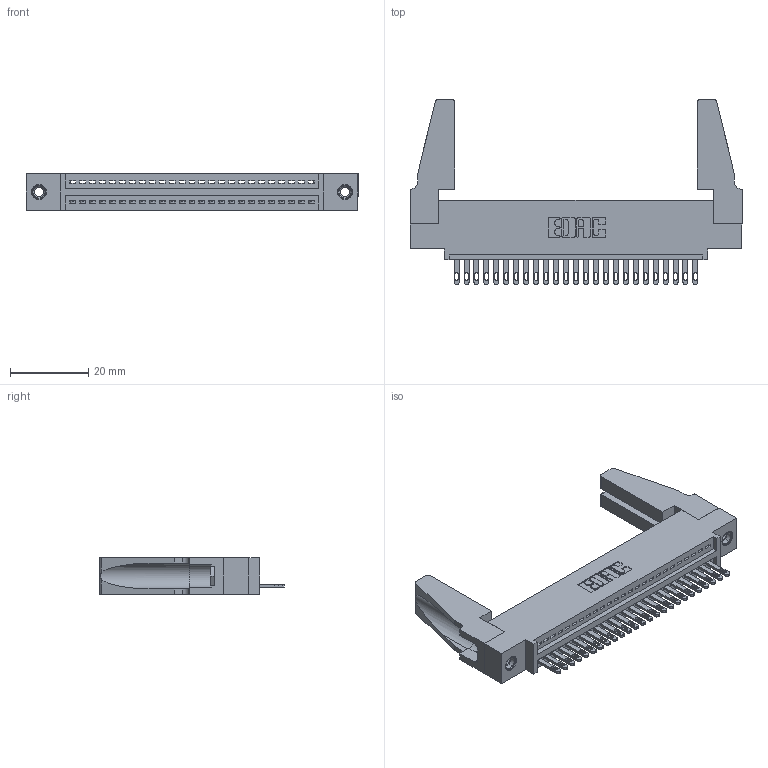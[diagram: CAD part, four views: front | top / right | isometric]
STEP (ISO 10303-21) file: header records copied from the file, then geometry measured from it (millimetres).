
FILE_DESCRIPTION (( 'STEP AP203' ), '1' );
FILE_NAME ('345-025-500-488.STEP', '2019-10-05T05:47:32', ( '' ), ( '' ), 'SwSTEP 2.0', 'SolidWorks 2016', '' );
FILE_SCHEMA (( 'CONFIG_CONTROL_DESIGN' ));
Length unit declared in the file: inch
Products named in the file (5): 345 Part_0.110 Offset - 0.156 Dia-TH; 345-025-500-488; 345-220-078_345-220-088; 345-292-001_345-293-100; 345-250-001_345-250-001-102
Assembly tree (30 placements, depth 2):
  345-025-500-488
    345 Part_0.110 Offset - 0.156 Dia-TH
    345-292-001_345-293-100  x25
    345-250-001_345-250-001-102  x2
    345-220-078_345-220-088  x2
Bounding box: 84.73 x 47.17 x 9.4 mm (x, y, z)
Volume: 11103.5 mm3; surface area: 13469.5 mm2
Topology: 30 solids, 30 shells, 1604 faces, 4867 edges, 3234 vertices
Faces by surface type: plane 1006, cylinder 582, cone 12, torus 4
Entity records: 23314 total; most frequent: CARTESIAN_POINT 4029, ORIENTED_EDGE 3948, DIRECTION 3552, EDGE_CURVE 1974, VECTOR 1696, LINE 1696, VERTEX_POINT 1310, AXIS2_PLACEMENT_3D 928
